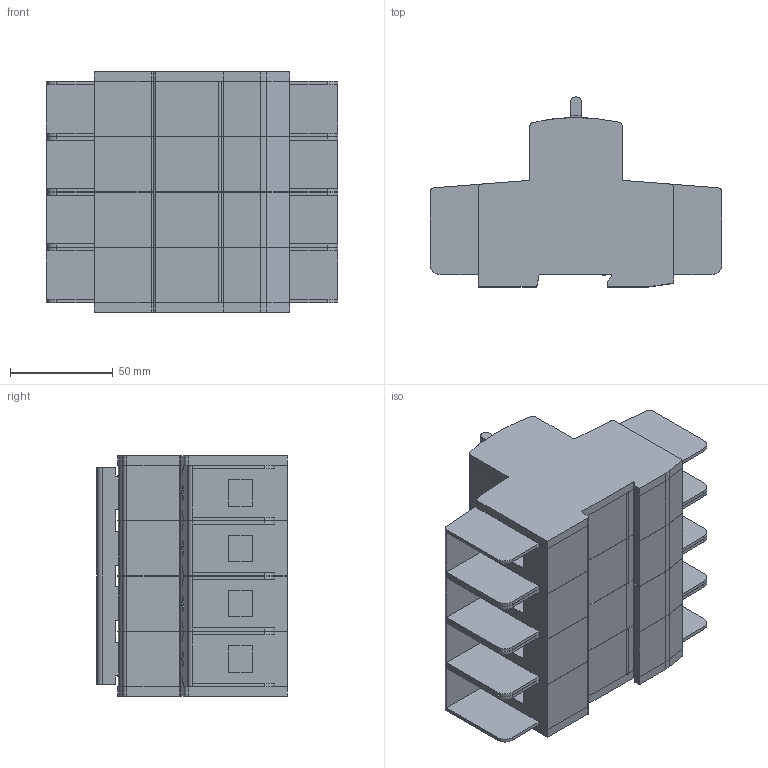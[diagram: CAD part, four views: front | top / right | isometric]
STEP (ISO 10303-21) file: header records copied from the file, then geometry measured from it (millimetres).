
FILE_DESCRIPTION (( 'STEP AP214' ), '1' );
FILE_NAME ('S804P-125-R.STEP', '2023-03-17T07:24:50', ( '' ), ( '' ), 'SwSTEP 2.0', 'SolidWorks 2021', '' );
FILE_SCHEMA (( 'AUTOMOTIVE_DESIGN' ));
Length unit declared in the file: millimetre
Products named in the file (1): S804P-125-R
Bounding box: 142 x 92.65 x 117 mm (x, y, z)
Volume: 720110.9 mm3; surface area: 193671 mm2
Topology: 3 solids, 3 shells, 468 faces, 1334 edges, 884 vertices
Faces by surface type: plane 338, cylinder 130
Entity records: 15194 total; most frequent: CARTESIAN_POINT 2783, ORIENTED_EDGE 2668, DIRECTION 2476, EDGE_CURVE 1334, LINE 1066, VECTOR 1066, VERTEX_POINT 884, AXIS2_PLACEMENT_3D 705
